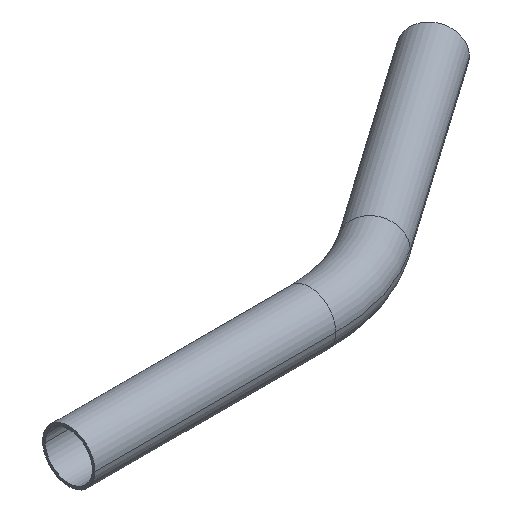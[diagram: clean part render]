
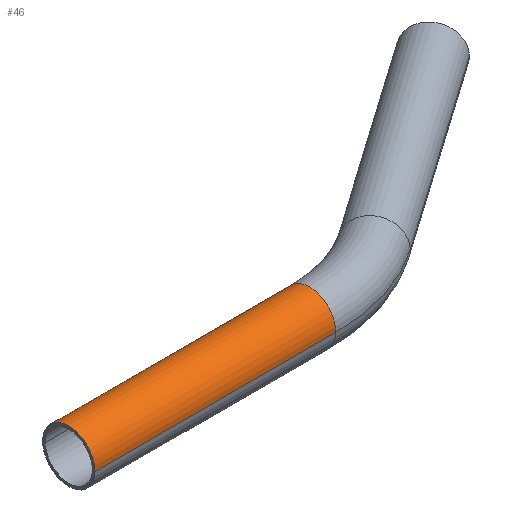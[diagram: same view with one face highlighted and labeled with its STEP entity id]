
A CAD part, isometric view. The second image highlights one B-rep face of the part: STEP entity #46.
In plain terms, the highlighted cylindrical face has radius 57.15 mm (diameter 114.3 mm), a partial arc.
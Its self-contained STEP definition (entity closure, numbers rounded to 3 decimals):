
#5 = CARTESIAN_POINT ( 'NONE',  ( 525., 57.15, 0. ) ) ;
#25 = AXIS2_PLACEMENT_3D ( 'NONE', #425, #381, #343 ) ;
#32 = FACE_OUTER_BOUND ( 'NONE', #203, .T. ) ;
#44 = CARTESIAN_POINT ( 'NONE',  ( 525., -57.15, 0. ) ) ;
#46 = ADVANCED_FACE ( 'NONE', ( #32 ), #136, .T. ) ;
#76 = LINE ( 'NONE', #111, #144 ) ;
#83 = DIRECTION ( 'NONE',  ( -1., 0., 0. ) ) ;
#97 = VERTEX_POINT ( 'NONE', #5 ) ;
#98 = CIRCLE ( 'NONE', #307, 57.15 ) ;
#100 = ORIENTED_EDGE ( 'NONE', *, *, #218, .T. ) ;
#105 = EDGE_CURVE ( 'NONE', #97, #169, #98, .T. ) ;
#111 = CARTESIAN_POINT ( 'NONE',  ( 525., -57.15, 0. ) ) ;
#134 = VERTEX_POINT ( 'NONE', #142 ) ;
#136 = CYLINDRICAL_SURFACE ( 'NONE', #156, 57.15 ) ;
#142 = CARTESIAN_POINT ( 'NONE',  ( 0., 57.15, 0. ) ) ;
#144 = VECTOR ( 'NONE', #210, 1000. ) ;
#151 = EDGE_CURVE ( 'NONE', #134, #370, #331, .T. ) ;
#153 = EDGE_CURVE ( 'NONE', #169, #370, #76, .T. ) ;
#156 = AXIS2_PLACEMENT_3D ( 'NONE', #277, #363, #196 ) ;
#159 = LINE ( 'NONE', #398, #264 ) ;
#166 = CARTESIAN_POINT ( 'NONE',  ( 0., -57.15, 0. ) ) ;
#169 = VERTEX_POINT ( 'NONE', #44 ) ;
#196 = DIRECTION ( 'NONE',  ( 0., -1., 0. ) ) ;
#203 = EDGE_LOOP ( 'NONE', ( #440, #100, #335, #364 ) ) ;
#210 = DIRECTION ( 'NONE',  ( -1., 0., 0. ) ) ;
#218 = EDGE_CURVE ( 'NONE', #97, #134, #159, .T. ) ;
#264 = VECTOR ( 'NONE', #83, 1000. ) ;
#277 = CARTESIAN_POINT ( 'NONE',  ( 525., 0., 0. ) ) ;
#307 = AXIS2_PLACEMENT_3D ( 'NONE', #387, #383, #419 ) ;
#331 = CIRCLE ( 'NONE', #25, 57.15 ) ;
#335 = ORIENTED_EDGE ( 'NONE', *, *, #151, .T. ) ;
#343 = DIRECTION ( 'NONE',  ( 0., 1., 0. ) ) ;
#363 = DIRECTION ( 'NONE',  ( -1., 0., 0. ) ) ;
#364 = ORIENTED_EDGE ( 'NONE', *, *, #153, .F. ) ;
#370 = VERTEX_POINT ( 'NONE', #166 ) ;
#381 = DIRECTION ( 'NONE',  ( 1., 0., 0. ) ) ;
#383 = DIRECTION ( 'NONE',  ( 1., 0., 0. ) ) ;
#387 = CARTESIAN_POINT ( 'NONE',  ( 525., 0., 0. ) ) ;
#398 = CARTESIAN_POINT ( 'NONE',  ( 525., 57.15, 0. ) ) ;
#419 = DIRECTION ( 'NONE',  ( 0., 1., 0. ) ) ;
#425 = CARTESIAN_POINT ( 'NONE',  ( 0., 0., 0. ) ) ;
#440 = ORIENTED_EDGE ( 'NONE', *, *, #105, .F. ) ;
